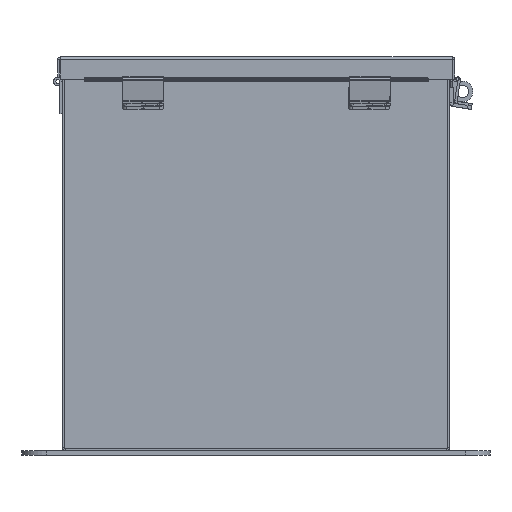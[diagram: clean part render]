
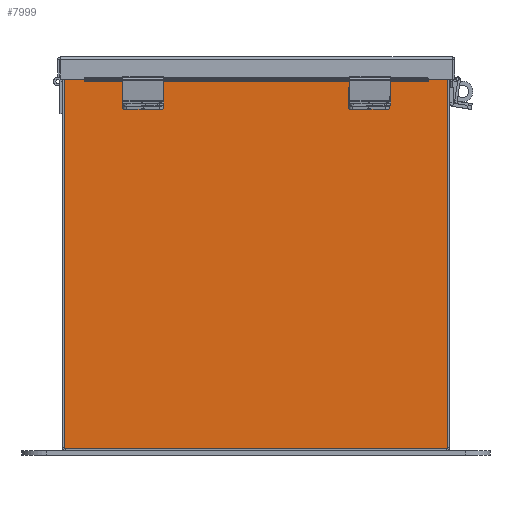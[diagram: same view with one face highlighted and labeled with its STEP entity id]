
A CAD part, front view. The second image highlights one B-rep face of the part: STEP entity #7999.
In plain terms, the highlighted face is planar.
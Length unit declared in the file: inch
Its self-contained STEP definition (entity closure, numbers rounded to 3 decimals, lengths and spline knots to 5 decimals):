
#152 = DIRECTION ( 'NONE',  ( 0., 0., -1. ) ) ;
#345 = CARTESIAN_POINT ( 'NONE',  ( 0., 0., 0. ) ) ;
#1359 = EDGE_CURVE ( 'NONE', #9257, #13226, #16189, .T. ) ;
#1381 = VERTEX_POINT ( 'NONE', #26421 ) ;
#1404 = DIRECTION ( 'NONE',  ( 0., 0., -1. ) ) ;
#1410 = VECTOR ( 'NONE', #17068, 39.37008 ) ;
#1747 = LINE ( 'NONE', #23094, #19195 ) ;
#2101 = EDGE_CURVE ( 'NONE', #9257, #1381, #21195, .T. ) ;
#2326 = VECTOR ( 'NONE', #25323, 39.37008 ) ;
#2622 = CIRCLE ( 'NONE', #22076, 0.01868 ) ;
#2653 = DIRECTION ( 'NONE',  ( 0., -1., 0. ) ) ;
#3469 = CARTESIAN_POINT ( 'NONE',  ( -5.5823, 0., 5.9123 ) ) ;
#4368 = CIRCLE ( 'NONE', #27774, 0.01868 ) ;
#4462 = EDGE_CURVE ( 'NONE', #19100, #23495, #27640, .T. ) ;
#4759 = CARTESIAN_POINT ( 'NONE',  ( -5.61965, 0., 5.87495 ) ) ;
#5540 = ORIENTED_EDGE ( 'NONE', *, *, #2101, .T. ) ;
#5752 = CARTESIAN_POINT ( 'NONE',  ( -5.60098, 0., 5.87495 ) ) ;
#7605 = EDGE_CURVE ( 'NONE', #19100, #20450, #24907, .T. ) ;
#7677 = ORIENTED_EDGE ( 'NONE', *, *, #14806, .F. ) ;
#7715 = LINE ( 'NONE', #20855, #2326 ) ;
#7861 = ORIENTED_EDGE ( 'NONE', *, *, #9070, .T. ) ;
#7968 = VERTEX_POINT ( 'NONE', #4759 ) ;
#7999 = ADVANCED_FACE ( 'NONE', ( #16317 ), #13962, .F. ) ;
#8039 = DIRECTION ( 'NONE',  ( 0., 0., -1. ) ) ;
#8436 = ORIENTED_EDGE ( 'NONE', *, *, #22127, .F. ) ;
#8591 = CARTESIAN_POINT ( 'NONE',  ( -5.9253, 0., -5.9253 ) ) ;
#9070 = EDGE_CURVE ( 'NONE', #1381, #23511, #1747, .T. ) ;
#9163 = CARTESIAN_POINT ( 'NONE',  ( 5.61965, 0., 5.87495 ) ) ;
#9257 = VERTEX_POINT ( 'NONE', #21789 ) ;
#9380 = DIRECTION ( 'NONE',  ( 0., 0., -1. ) ) ;
#9872 = EDGE_LOOP ( 'NONE', ( #27748, #22895, #28466, #26439, #7677, #8436, #23196, #5540, #7861, #17246, #16689, #14531 ) ) ;
#10696 = CARTESIAN_POINT ( 'NONE',  ( -5.9253, 0., 5.9253 ) ) ;
#10761 = DIRECTION ( 'NONE',  ( 1., 0., 0. ) ) ;
#11827 = CARTESIAN_POINT ( 'NONE',  ( 5.5823, 0., 5.87495 ) ) ;
#11972 = CARTESIAN_POINT ( 'NONE',  ( -5.61965, 0., 5.9253 ) ) ;
#13226 = VERTEX_POINT ( 'NONE', #9163 ) ;
#13385 = VERTEX_POINT ( 'NONE', #11827 ) ;
#13768 = DIRECTION ( 'NONE',  ( 0., 1., 0. ) ) ;
#13962 = PLANE ( 'NONE',  #21816 ) ;
#14273 = VERTEX_POINT ( 'NONE', #10696 ) ;
#14355 = VECTOR ( 'NONE', #21704, 39.37008 ) ;
#14531 = ORIENTED_EDGE ( 'NONE', *, *, #15540, .T. ) ;
#14748 = VECTOR ( 'NONE', #27836, 39.37008 ) ;
#14806 = EDGE_CURVE ( 'NONE', #13385, #20450, #21555, .T. ) ;
#14846 = VERTEX_POINT ( 'NONE', #11972 ) ;
#14919 = DIRECTION ( 'NONE',  ( 0., 0., -1. ) ) ;
#15080 = VECTOR ( 'NONE', #10761, 39.37008 ) ;
#15110 = CARTESIAN_POINT ( 'NONE',  ( -5.9253, 0., -5.9253 ) ) ;
#15540 = EDGE_CURVE ( 'NONE', #14273, #14846, #20432, .T. ) ;
#16189 = LINE ( 'NONE', #26323, #27660 ) ;
#16317 = FACE_OUTER_BOUND ( 'NONE', #9872, .T. ) ;
#16418 = CARTESIAN_POINT ( 'NONE',  ( 5.5823, 0., 0. ) ) ;
#16689 = ORIENTED_EDGE ( 'NONE', *, *, #23602, .T. ) ;
#17068 = DIRECTION ( 'NONE',  ( 1., 0., 0. ) ) ;
#17246 = ORIENTED_EDGE ( 'NONE', *, *, #19379, .T. ) ;
#17307 = CARTESIAN_POINT ( 'NONE',  ( -5.5823, 0., 0. ) ) ;
#18059 = LINE ( 'NONE', #8591, #18804 ) ;
#18550 = DIRECTION ( 'NONE',  ( 0., 0., -1. ) ) ;
#18804 = VECTOR ( 'NONE', #24472, 39.37008 ) ;
#18914 = CARTESIAN_POINT ( 'NONE',  ( -5.5823, 0., 5.9123 ) ) ;
#19100 = VERTEX_POINT ( 'NONE', #18914 ) ;
#19169 = CARTESIAN_POINT ( 'NONE',  ( -5.9253, 0., 5.9253 ) ) ;
#19195 = VECTOR ( 'NONE', #9380, 39.37008 ) ;
#19250 = CARTESIAN_POINT ( 'NONE',  ( 5.5823, 0., 5.9123 ) ) ;
#19379 = EDGE_CURVE ( 'NONE', #23511, #26625, #18059, .T. ) ;
#20432 = LINE ( 'NONE', #23973, #14355 ) ;
#20450 = VERTEX_POINT ( 'NONE', #19250 ) ;
#20665 = LINE ( 'NONE', #19169, #26019 ) ;
#20855 = CARTESIAN_POINT ( 'NONE',  ( -5.61965, 0., 0. ) ) ;
#20997 = EDGE_CURVE ( 'NONE', #7968, #14846, #7715, .T. ) ;
#21187 = CARTESIAN_POINT ( 'NONE',  ( -5.5823, 0., 5.87495 ) ) ;
#21195 = LINE ( 'NONE', #24268, #15080 ) ;
#21555 = LINE ( 'NONE', #16418, #14748 ) ;
#21560 = VECTOR ( 'NONE', #1404, 39.37008 ) ;
#21564 = DIRECTION ( 'NONE',  ( 0., 0., 1. ) ) ;
#21645 = DIRECTION ( 'NONE',  ( 0., 1., 0. ) ) ;
#21704 = DIRECTION ( 'NONE',  ( 1., 0., 0. ) ) ;
#21789 = CARTESIAN_POINT ( 'NONE',  ( 5.61965, 0., 5.9253 ) ) ;
#21816 = AXIS2_PLACEMENT_3D ( 'NONE', #345, #2653, #18550 ) ;
#22076 = AXIS2_PLACEMENT_3D ( 'NONE', #27470, #13768, #152 ) ;
#22127 = EDGE_CURVE ( 'NONE', #13226, #13385, #2622, .T. ) ;
#22895 = ORIENTED_EDGE ( 'NONE', *, *, #28285, .F. ) ;
#23094 = CARTESIAN_POINT ( 'NONE',  ( 5.9253, 0., 5.9253 ) ) ;
#23196 = ORIENTED_EDGE ( 'NONE', *, *, #1359, .F. ) ;
#23495 = VERTEX_POINT ( 'NONE', #21187 ) ;
#23511 = VERTEX_POINT ( 'NONE', #25757 ) ;
#23602 = EDGE_CURVE ( 'NONE', #26625, #14273, #20665, .T. ) ;
#23973 = CARTESIAN_POINT ( 'NONE',  ( -5.9253, 0., 5.9253 ) ) ;
#24268 = CARTESIAN_POINT ( 'NONE',  ( -5.9253, 0., 5.9253 ) ) ;
#24472 = DIRECTION ( 'NONE',  ( -1., 0., 0. ) ) ;
#24907 = LINE ( 'NONE', #3469, #1410 ) ;
#25323 = DIRECTION ( 'NONE',  ( 0., 0., 1. ) ) ;
#25757 = CARTESIAN_POINT ( 'NONE',  ( 5.9253, 0., -5.9253 ) ) ;
#26019 = VECTOR ( 'NONE', #21564, 39.37008 ) ;
#26323 = CARTESIAN_POINT ( 'NONE',  ( 5.61965, 0., 0. ) ) ;
#26421 = CARTESIAN_POINT ( 'NONE',  ( 5.9253, 0., 5.9253 ) ) ;
#26439 = ORIENTED_EDGE ( 'NONE', *, *, #7605, .T. ) ;
#26625 = VERTEX_POINT ( 'NONE', #15110 ) ;
#27470 = CARTESIAN_POINT ( 'NONE',  ( 5.60097, 0., 5.87495 ) ) ;
#27640 = LINE ( 'NONE', #17307, #21560 ) ;
#27660 = VECTOR ( 'NONE', #14919, 39.37008 ) ;
#27748 = ORIENTED_EDGE ( 'NONE', *, *, #20997, .F. ) ;
#27774 = AXIS2_PLACEMENT_3D ( 'NONE', #5752, #21645, #8039 ) ;
#27836 = DIRECTION ( 'NONE',  ( 0., 0., 1. ) ) ;
#28285 = EDGE_CURVE ( 'NONE', #23495, #7968, #4368, .T. ) ;
#28466 = ORIENTED_EDGE ( 'NONE', *, *, #4462, .F. ) ;
